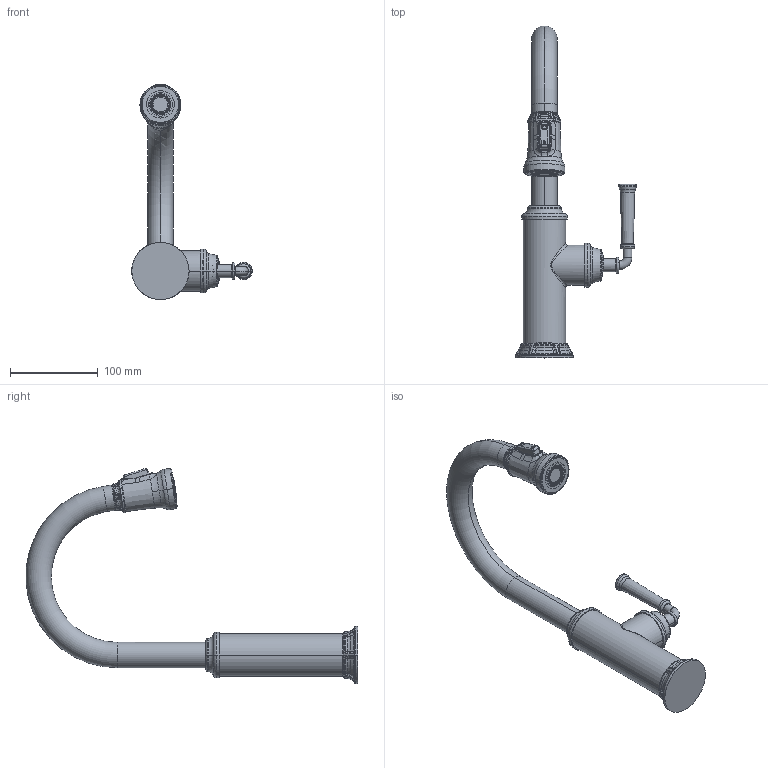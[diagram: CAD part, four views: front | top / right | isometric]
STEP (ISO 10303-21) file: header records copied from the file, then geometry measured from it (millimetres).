
FILE_DESCRIPTION((''),'2;1');
FILE_NAME('3210-5203','2022-03-07T12:14:27',('rsmith'),(''),'CREO PARAMETRIC BY PTC INC, 2018400','CREO PARAMETRIC BY PTC INC, 2018400','');
FILE_SCHEMA(('AUTOMOTIVE_DESIGN { 1 0 10303 214 1 1 1 1 }'));
Products named in the file (1): 3210-5203
Bounding box: 137.15 x 378.03 x 245.24 mm (x, y, z)
Volume: 734559.3 mm3; surface area: 101216.8 mm2
Topology: 4 solids, 4 shells, 804 faces, 1925 edges, 1176 vertices
Faces by surface type: bspline 259, torus 176, cylinder 138, plane 108, cone 100, sphere 21, revolution 2
Entity records: 54407 total; most frequent: CARTESIAN_POINT 24169, ORIENTED_EDGE 3818, DIRECTION 3226, PRESENTATION_STYLE_ASSIGNMENT 2719, STYLED_ITEM 1915, CURVE_STYLE 1911, EDGE_CURVE 1909, AXIS2_PLACEMENT_3D 1460
